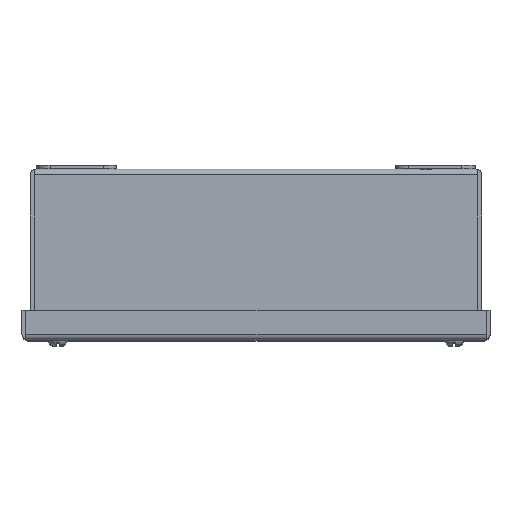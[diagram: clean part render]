
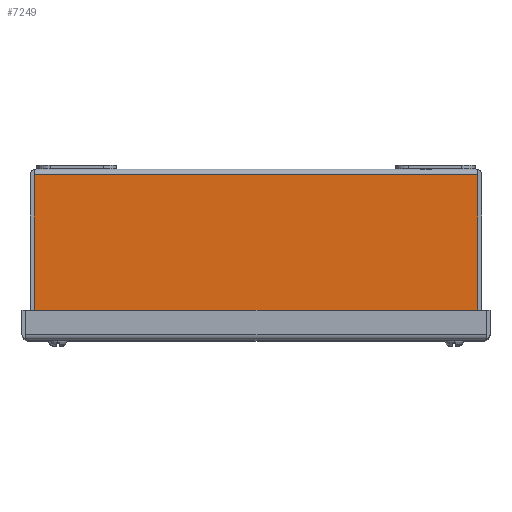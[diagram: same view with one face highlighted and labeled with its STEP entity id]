
A CAD part, top view. The second image highlights one B-rep face of the part: STEP entity #7249.
In plain terms, the highlighted planar face has unit normal (0, 0, 1).
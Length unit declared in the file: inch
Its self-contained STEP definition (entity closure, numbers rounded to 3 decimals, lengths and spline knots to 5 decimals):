
#108 = DIRECTION ( 'NONE',  ( 1., 0., 0. ) ) ;
#382 = LINE ( 'NONE', #20204, #1953 ) ;
#1546 = DIRECTION ( 'NONE',  ( 0., -1., 0. ) ) ;
#1953 = VECTOR ( 'NONE', #16975, 39.37008 ) ;
#2086 = PLANE ( 'NONE',  #6575 ) ;
#2160 = CARTESIAN_POINT ( 'NONE',  ( 4.17721, -0.108, 4.75 ) ) ;
#3627 = CARTESIAN_POINT ( 'NONE',  ( 29.156, 0., 4.75 ) ) ;
#6575 = AXIS2_PLACEMENT_3D ( 'NONE', #3627, #7660, #8957 ) ;
#7249 = ADVANCED_FACE ( 'NONE', ( #19899 ), #2086, .F. ) ;
#7660 = DIRECTION ( 'NONE',  ( 0., 0., -1. ) ) ;
#8530 = DIRECTION ( 'NONE',  ( 0., -1., 0. ) ) ;
#8851 = ORIENTED_EDGE ( 'NONE', *, *, #17542, .F. ) ;
#8859 = LINE ( 'NONE', #10737, #19392 ) ;
#8957 = DIRECTION ( 'NONE',  ( -1., 0., 0. ) ) ;
#10737 = CARTESIAN_POINT ( 'NONE',  ( -4.142, -0.108, 4.75 ) ) ;
#11092 = VECTOR ( 'NONE', #1546, 39.37008 ) ;
#11251 = VERTEX_POINT ( 'NONE', #19100 ) ;
#11689 = ORIENTED_EDGE ( 'NONE', *, *, #18990, .T. ) ;
#11810 = CARTESIAN_POINT ( 'NONE',  ( -4.17721, 39.37008, 4.75 ) ) ;
#11913 = EDGE_LOOP ( 'NONE', ( #17417, #8851, #12081, #11689 ) ) ;
#12081 = ORIENTED_EDGE ( 'NONE', *, *, #17934, .F. ) ;
#13258 = CARTESIAN_POINT ( 'NONE',  ( -4.17721, -2.892, 4.75 ) ) ;
#15990 = VERTEX_POINT ( 'NONE', #2160 ) ;
#16975 = DIRECTION ( 'NONE',  ( -1., 0., 0. ) ) ;
#17417 = ORIENTED_EDGE ( 'NONE', *, *, #20515, .F. ) ;
#17542 = EDGE_CURVE ( 'NONE', #15990, #11251, #17702, .T. ) ;
#17702 = LINE ( 'NONE', #23258, #11092 ) ;
#17934 = EDGE_CURVE ( 'NONE', #23082, #15990, #8859, .T. ) ;
#18738 = CARTESIAN_POINT ( 'NONE',  ( -4.17721, -0.108, 4.75 ) ) ;
#18990 = EDGE_CURVE ( 'NONE', #23082, #20206, #20885, .T. ) ;
#19100 = CARTESIAN_POINT ( 'NONE',  ( 4.17721, -2.892, 4.75 ) ) ;
#19392 = VECTOR ( 'NONE', #108, 39.37008 ) ;
#19899 = FACE_OUTER_BOUND ( 'NONE', #11913, .T. ) ;
#20204 = CARTESIAN_POINT ( 'NONE',  ( -4.17721, -2.892, 4.75 ) ) ;
#20206 = VERTEX_POINT ( 'NONE', #13258 ) ;
#20515 = EDGE_CURVE ( 'NONE', #11251, #20206, #382, .T. ) ;
#20885 = LINE ( 'NONE', #11810, #20929 ) ;
#20929 = VECTOR ( 'NONE', #8530, 39.37008 ) ;
#23082 = VERTEX_POINT ( 'NONE', #18738 ) ;
#23258 = CARTESIAN_POINT ( 'NONE',  ( 4.17721, 39.37008, 4.75 ) ) ;
